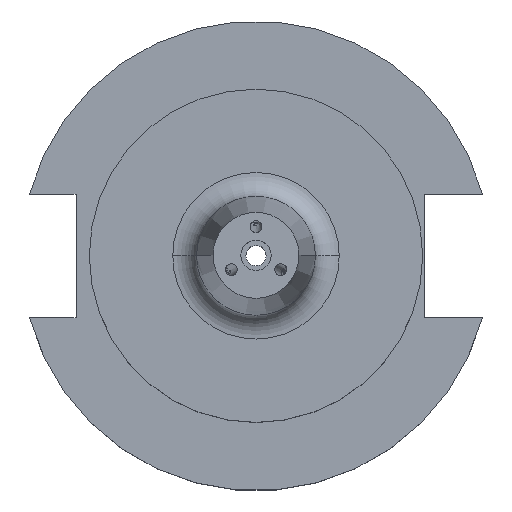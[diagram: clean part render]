
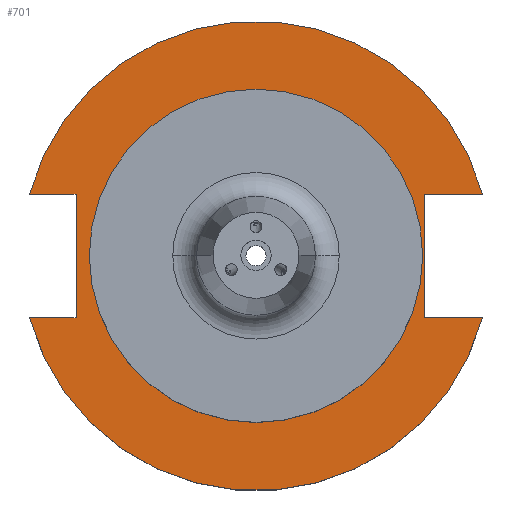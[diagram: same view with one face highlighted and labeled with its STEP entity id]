
A CAD part, top view. The second image highlights one B-rep face of the part: STEP entity #701.
In plain terms, the highlighted planar face has unit normal (0, 0, 1).
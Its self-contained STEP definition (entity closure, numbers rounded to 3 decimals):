
#74 = CARTESIAN_POINT ( 'NONE',  ( 34.925, 0., 19.05 ) ) ;
#86 = DIRECTION ( 'NONE',  ( 1., 0., 0. ) ) ;
#105 = EDGE_CURVE ( 'NONE', #415, #1660, #901, .T. ) ;
#116 = LINE ( 'NONE', #1864, #1827 ) ;
#129 = CARTESIAN_POINT ( 'NONE',  ( 0., 0., 19.05 ) ) ;
#146 = DIRECTION ( 'NONE',  ( 1., 0., 0. ) ) ;
#157 = ORIENTED_EDGE ( 'NONE', *, *, #1775, .F. ) ;
#165 = AXIS2_PLACEMENT_3D ( 'NONE', #360, #1704, #1043 ) ;
#170 = LINE ( 'NONE', #298, #1438 ) ;
#226 = FACE_BOUND ( 'NONE', #1722, .T. ) ;
#267 = VERTEX_POINT ( 'NONE', #2131 ) ;
#296 = AXIS2_PLACEMENT_3D ( 'NONE', #2116, #1145, #146 ) ;
#298 = CARTESIAN_POINT ( 'NONE',  ( 35.306, 12.954, 19.05 ) ) ;
#302 = DIRECTION ( 'NONE',  ( 1., 0., 0. ) ) ;
#310 = VERTEX_POINT ( 'NONE', #74 ) ;
#320 = PLANE ( 'NONE',  #733 ) ;
#337 = VERTEX_POINT ( 'NONE', #595 ) ;
#360 = CARTESIAN_POINT ( 'NONE',  ( 0., 0., 19.05 ) ) ;
#363 = CARTESIAN_POINT ( 'NONE',  ( 0., 49.212, 19.05 ) ) ;
#386 = CARTESIAN_POINT ( 'NONE',  ( -47.477, 12.954, 19.05 ) ) ;
#415 = VERTEX_POINT ( 'NONE', #1953 ) ;
#420 = CARTESIAN_POINT ( 'NONE',  ( -37.719, 12.954, 19.05 ) ) ;
#433 = DIRECTION ( 'NONE',  ( 0., 1., 0. ) ) ;
#463 = EDGE_CURVE ( 'NONE', #310, #1687, #650, .T. ) ;
#481 = DIRECTION ( 'NONE',  ( -1., 0., 0. ) ) ;
#488 = CARTESIAN_POINT ( 'NONE',  ( -37.719, 12.954, 19.05 ) ) ;
#512 = DIRECTION ( 'NONE',  ( 0., 0., 1. ) ) ;
#520 = ORIENTED_EDGE ( 'NONE', *, *, #821, .F. ) ;
#534 = DIRECTION ( 'NONE',  ( 1., 0., 0. ) ) ;
#539 = VERTEX_POINT ( 'NONE', #386 ) ;
#565 = VECTOR ( 'NONE', #1383, 1000. ) ;
#595 = CARTESIAN_POINT ( 'NONE',  ( 47.477, -12.954, 19.05 ) ) ;
#609 = AXIS2_PLACEMENT_3D ( 'NONE', #2067, #1093, #86 ) ;
#650 = CIRCLE ( 'NONE', #165, 34.925 ) ;
#662 = VERTEX_POINT ( 'NONE', #1856 ) ;
#676 = ORIENTED_EDGE ( 'NONE', *, *, #1224, .T. ) ;
#687 = VECTOR ( 'NONE', #1816, 1000. ) ;
#701 = ADVANCED_FACE ( 'NONE', ( #226, #724 ), #320, .T. ) ;
#724 = FACE_OUTER_BOUND ( 'NONE', #906, .T. ) ;
#733 = AXIS2_PLACEMENT_3D ( 'NONE', #363, #512, #534 ) ;
#739 = CARTESIAN_POINT ( 'NONE',  ( 35.306, 12.954, 19.05 ) ) ;
#744 = LINE ( 'NONE', #842, #687 ) ;
#821 = EDGE_CURVE ( 'NONE', #1713, #1261, #1016, .T. ) ;
#837 = EDGE_CURVE ( 'NONE', #1261, #337, #116, .T. ) ;
#842 = CARTESIAN_POINT ( 'NONE',  ( -63.719, -12.954, 19.05 ) ) ;
#868 = ORIENTED_EDGE ( 'NONE', *, *, #837, .F. ) ;
#878 = AXIS2_PLACEMENT_3D ( 'NONE', #129, #1299, #302 ) ;
#901 = LINE ( 'NONE', #488, #1665 ) ;
#906 = EDGE_LOOP ( 'NONE', ( #676, #868, #520, #2093, #1061, #1024, #1507, #1133 ) ) ;
#955 = CIRCLE ( 'NONE', #878, 34.925 ) ;
#986 = CIRCLE ( 'NONE', #296, 49.212 ) ;
#1016 = LINE ( 'NONE', #739, #565 ) ;
#1024 = ORIENTED_EDGE ( 'NONE', *, *, #1667, .F. ) ;
#1043 = DIRECTION ( 'NONE',  ( 1., 0., 0. ) ) ;
#1061 = ORIENTED_EDGE ( 'NONE', *, *, #1912, .T. ) ;
#1093 = DIRECTION ( 'NONE',  ( 0., 0., 1. ) ) ;
#1133 = ORIENTED_EDGE ( 'NONE', *, *, #1870, .F. ) ;
#1145 = DIRECTION ( 'NONE',  ( 0., 0., 1. ) ) ;
#1224 = EDGE_CURVE ( 'NONE', #662, #337, #986, .T. ) ;
#1258 = CARTESIAN_POINT ( 'NONE',  ( -63.719, 12.954, 19.05 ) ) ;
#1261 = VERTEX_POINT ( 'NONE', #1966 ) ;
#1299 = DIRECTION ( 'NONE',  ( 0., 0., 1. ) ) ;
#1383 = DIRECTION ( 'NONE',  ( 0., -1., 0. ) ) ;
#1418 = DIRECTION ( 'NONE',  ( -1., 0., 0. ) ) ;
#1438 = VECTOR ( 'NONE', #481, 1000. ) ;
#1486 = EDGE_CURVE ( 'NONE', #267, #1713, #170, .T. ) ;
#1507 = ORIENTED_EDGE ( 'NONE', *, *, #105, .F. ) ;
#1624 = ORIENTED_EDGE ( 'NONE', *, *, #463, .F. ) ;
#1660 = VERTEX_POINT ( 'NONE', #420 ) ;
#1665 = VECTOR ( 'NONE', #433, 1000. ) ;
#1667 = EDGE_CURVE ( 'NONE', #1660, #539, #2021, .T. ) ;
#1687 = VERTEX_POINT ( 'NONE', #1755 ) ;
#1704 = DIRECTION ( 'NONE',  ( 0., 0., 1. ) ) ;
#1713 = VERTEX_POINT ( 'NONE', #1770 ) ;
#1722 = EDGE_LOOP ( 'NONE', ( #1624, #157 ) ) ;
#1755 = CARTESIAN_POINT ( 'NONE',  ( -34.925, 0., 19.05 ) ) ;
#1770 = CARTESIAN_POINT ( 'NONE',  ( 35.306, 12.954, 19.05 ) ) ;
#1775 = EDGE_CURVE ( 'NONE', #1687, #310, #955, .T. ) ;
#1816 = DIRECTION ( 'NONE',  ( 1., 0., 0. ) ) ;
#1827 = VECTOR ( 'NONE', #1888, 1000. ) ;
#1856 = CARTESIAN_POINT ( 'NONE',  ( -47.477, -12.954, 19.05 ) ) ;
#1864 = CARTESIAN_POINT ( 'NONE',  ( 35.306, -12.954, 19.05 ) ) ;
#1870 = EDGE_CURVE ( 'NONE', #662, #415, #744, .T. ) ;
#1888 = DIRECTION ( 'NONE',  ( 1., 0., 0. ) ) ;
#1912 = EDGE_CURVE ( 'NONE', #267, #539, #1995, .T. ) ;
#1953 = CARTESIAN_POINT ( 'NONE',  ( -37.719, -12.954, 19.05 ) ) ;
#1966 = CARTESIAN_POINT ( 'NONE',  ( 35.306, -12.954, 19.05 ) ) ;
#1995 = CIRCLE ( 'NONE', #609, 49.212 ) ;
#2021 = LINE ( 'NONE', #1258, #2133 ) ;
#2067 = CARTESIAN_POINT ( 'NONE',  ( 0., 0., 19.05 ) ) ;
#2093 = ORIENTED_EDGE ( 'NONE', *, *, #1486, .F. ) ;
#2116 = CARTESIAN_POINT ( 'NONE',  ( 0., 0., 19.05 ) ) ;
#2131 = CARTESIAN_POINT ( 'NONE',  ( 47.477, 12.954, 19.05 ) ) ;
#2133 = VECTOR ( 'NONE', #1418, 1000. ) ;
